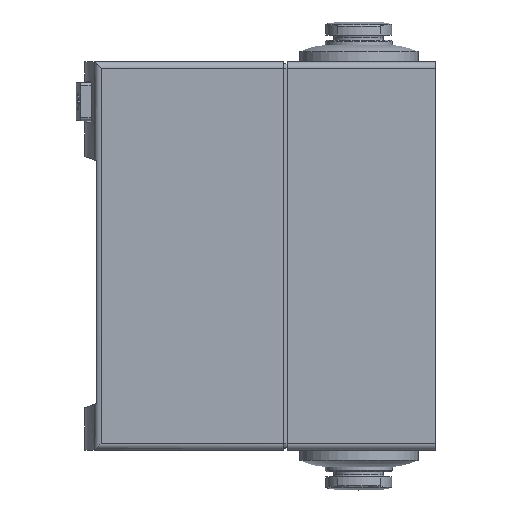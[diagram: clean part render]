
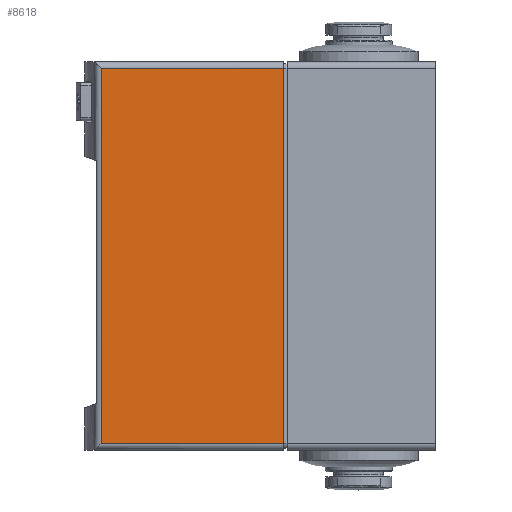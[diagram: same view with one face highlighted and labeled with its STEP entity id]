
A CAD part, left-side view. The second image highlights one B-rep face of the part: STEP entity #8618.
In plain terms, the highlighted planar face has unit normal (-1, 0, 0).
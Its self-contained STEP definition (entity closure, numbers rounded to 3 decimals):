
#731=ORIENTED_EDGE('',*,*,#2498,.T.);
#732=ORIENTED_EDGE('',*,*,#2499,.T.);
#733=ORIENTED_EDGE('',*,*,#2500,.F.);
#734=ORIENTED_EDGE('',*,*,#2496,.T.);
#2496=EDGE_CURVE('',#3365,#3364,#3923,.T.);
#2498=EDGE_CURVE('',#3364,#3366,#3924,.T.);
#2499=EDGE_CURVE('',#3366,#3367,#3925,.T.);
#2500=EDGE_CURVE('',#3365,#3367,#3926,.T.);
#3364=VERTEX_POINT('',#11940);
#3365=VERTEX_POINT('',#11942);
#3366=VERTEX_POINT('',#11946);
#3367=VERTEX_POINT('',#11948);
#3923=LINE('',#11941,#4547);
#3924=LINE('',#11945,#4548);
#3925=LINE('',#11947,#4549);
#3926=LINE('',#11949,#4550);
#4547=VECTOR('',#9937,1000.);
#4548=VECTOR('',#9942,1000.);
#4549=VECTOR('',#9943,1000.);
#4550=VECTOR('',#9944,1000.);
#5040=EDGE_LOOP('',(#731,#732,#733,#734));
#5468=FACE_BOUND('',#5040,.T.);
#5877=PLANE('',#9059);
#8618=ADVANCED_FACE('',(#5468),#5877,.F.);
#9059=AXIS2_PLACEMENT_3D('',#11944,#9940,#9941);
#9937=DIRECTION('',(0.,0.,-1.));
#9940=DIRECTION('',(1.,0.,0.));
#9941=DIRECTION('',(0.,0.,-1.));
#9942=DIRECTION('',(0.,-1.,0.));
#9943=DIRECTION('',(0.,0.,1.));
#9944=DIRECTION('',(0.,-1.,0.));
#11940=CARTESIAN_POINT('',(-10.,49.984,-28.));
#11941=CARTESIAN_POINT('',(-10.,49.984,29.));
#11942=CARTESIAN_POINT('',(-10.,49.984,28.));
#11944=CARTESIAN_POINT('',(-10.,52.5,-28.));
#11945=CARTESIAN_POINT('',(-10.,52.5,-28.));
#11946=CARTESIAN_POINT('',(-10.,22.7,-28.));
#11947=CARTESIAN_POINT('',(-10.,22.7,-28.));
#11948=CARTESIAN_POINT('',(-10.,22.7,28.));
#11949=CARTESIAN_POINT('',(-10.,52.5,28.));
